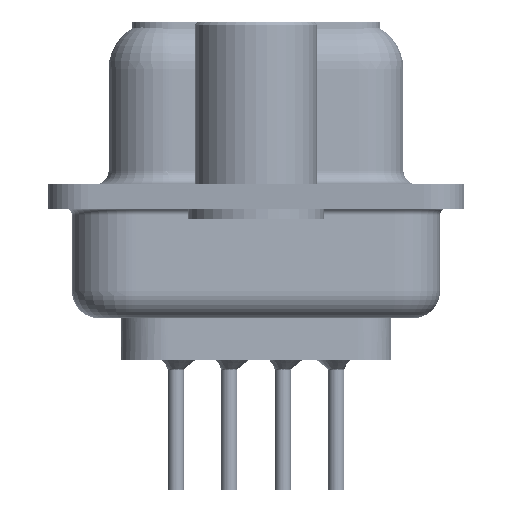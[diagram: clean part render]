
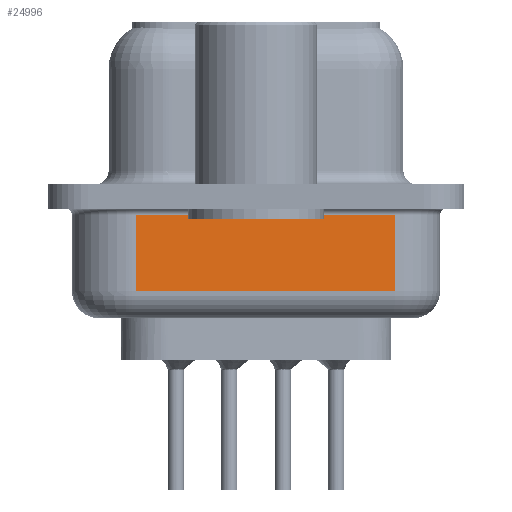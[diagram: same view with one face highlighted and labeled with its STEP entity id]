
A CAD part, left-side view. The second image highlights one B-rep face of the part: STEP entity #24996.
In plain terms, the highlighted planar face has unit normal (-0.985, -0.174, 0).
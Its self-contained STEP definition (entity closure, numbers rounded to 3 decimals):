
#91 = VERTEX_POINT ( 'NONE', #24637 ) ;
#1230 = CARTESIAN_POINT ( 'NONE',  ( 3.035, 4.453, -3.5 ) ) ;
#3440 = ORIENTED_EDGE ( 'NONE', *, *, #37523, .F. ) ;
#5565 = CARTESIAN_POINT ( 'NONE',  ( 3.035, 4.453, -0.7 ) ) ;
#6815 = DIRECTION ( 'NONE',  ( -0.174, 0.985, 0. ) ) ;
#7278 = CARTESIAN_POINT ( 'NONE',  ( 3.035, 4.453, -4.5 ) ) ;
#10243 = VECTOR ( 'NONE', #33433, 1000. ) ;
#14107 = AXIS2_PLACEMENT_3D ( 'NONE', #29374, #47462, #6815 ) ;
#16618 = CARTESIAN_POINT ( 'NONE',  ( 4.728, -5.147, -4.5 ) ) ;
#18520 = CARTESIAN_POINT ( 'NONE',  ( 3.035, 4.453, -3.5 ) ) ;
#20792 = LINE ( 'NONE', #16618, #38152 ) ;
#22560 = CARTESIAN_POINT ( 'NONE',  ( 4.728, -5.147, -0.7 ) ) ;
#23051 = ORIENTED_EDGE ( 'NONE', *, *, #41915, .T. ) ;
#23294 = EDGE_CURVE ( 'NONE', #39941, #35776, #39826, .T. ) ;
#24637 = CARTESIAN_POINT ( 'NONE',  ( 3.035, 4.453, -0.7 ) ) ;
#24996 = ADVANCED_FACE ( 'NONE', ( #43017 ), #51914, .F. ) ;
#25264 = ORIENTED_EDGE ( 'NONE', *, *, #45944, .T. ) ;
#29318 = CARTESIAN_POINT ( 'NONE',  ( 4.728, -5.147, -3.5 ) ) ;
#29374 = CARTESIAN_POINT ( 'NONE',  ( 3.035, 4.453, -4.5 ) ) ;
#31973 = ORIENTED_EDGE ( 'NONE', *, *, #23294, .T. ) ;
#33433 = DIRECTION ( 'NONE',  ( 0., 0., 1. ) ) ;
#35776 = VERTEX_POINT ( 'NONE', #29318 ) ;
#37523 = EDGE_CURVE ( 'NONE', #39941, #91, #48237, .T. ) ;
#38152 = VECTOR ( 'NONE', #45955, 1000. ) ;
#39826 = LINE ( 'NONE', #1230, #45230 ) ;
#39941 = VERTEX_POINT ( 'NONE', #18520 ) ;
#41915 = EDGE_CURVE ( 'NONE', #35776, #56207, #20792, .T. ) ;
#43017 = FACE_OUTER_BOUND ( 'NONE', #50530, .T. ) ;
#45230 = VECTOR ( 'NONE', #45744, 1000. ) ;
#45334 = DIRECTION ( 'NONE',  ( -0.174, 0.985, 0. ) ) ;
#45744 = DIRECTION ( 'NONE',  ( 0.174, -0.985, 0. ) ) ;
#45944 = EDGE_CURVE ( 'NONE', #56207, #91, #54550, .T. ) ;
#45955 = DIRECTION ( 'NONE',  ( 0., 0., 1. ) ) ;
#47462 = DIRECTION ( 'NONE',  ( 0.985, 0.174, 0. ) ) ;
#48237 = LINE ( 'NONE', #7278, #10243 ) ;
#50313 = VECTOR ( 'NONE', #45334, 1000. ) ;
#50530 = EDGE_LOOP ( 'NONE', ( #3440, #31973, #23051, #25264 ) ) ;
#51914 = PLANE ( 'NONE',  #14107 ) ;
#54550 = LINE ( 'NONE', #5565, #50313 ) ;
#56207 = VERTEX_POINT ( 'NONE', #22560 ) ;
